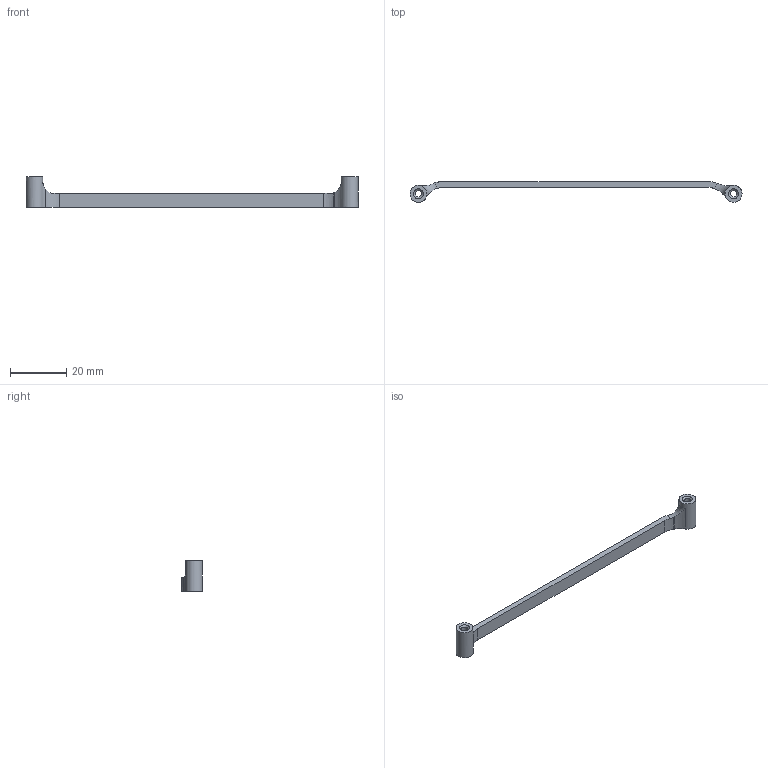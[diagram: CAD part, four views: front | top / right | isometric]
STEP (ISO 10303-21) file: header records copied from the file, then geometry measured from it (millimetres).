
FILE_DESCRIPTION(/* description */ (''),/* implementation_level */ '2;1');
FILE_NAME(/* name */ 'revisited_support.stp',/* time_stamp */ '2023-04-11T09:54:07+02:00',/* author */ ('erwin'),/* organization */ (''),/* preprocessor_version */ 'ST-DEVELOPER v18.1',/* originating_system */ 'Autodesk Inventor 2022',/* authorisation */ '');
FILE_SCHEMA (('AUTOMOTIVE_DESIGN { 1 0 10303 214 3 1 1 }'));
Length unit declared in the file: millimetre
Products named in the file (1): revisited_support
Bounding box: 118.32 x 7.32 x 11.03 mm (x, y, z)
Volume: 1661.9 mm3; surface area: 2161.9 mm2
Topology: 1 solids, 1 shells, 25 faces, 67 edges, 44 vertices
Faces by surface type: cylinder 12, plane 7, cone 4, torus 2
Full cylindrical faces by diameter (mm): 2.307 x2, 6.016 x2
Entity records: 891 total; most frequent: CARTESIAN_POINT 200, DIRECTION 142, ORIENTED_EDGE 134, EDGE_CURVE 67, AXIS2_PLACEMENT_3D 58, VERTEX_POINT 44, CIRCLE 32, EDGE_LOOP 29
